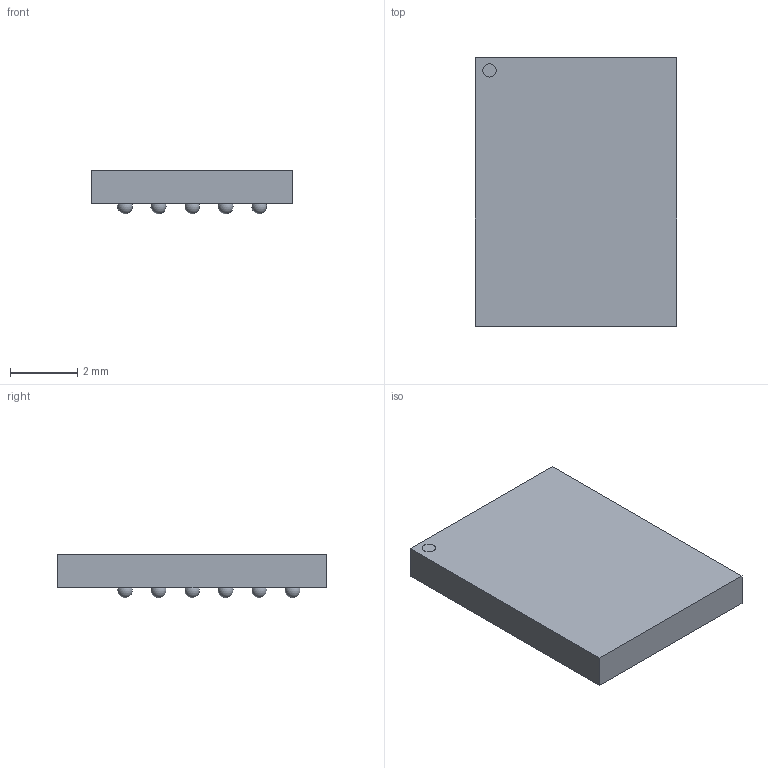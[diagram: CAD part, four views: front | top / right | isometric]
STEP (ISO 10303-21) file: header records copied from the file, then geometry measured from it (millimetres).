
FILE_DESCRIPTION(('FreeCAD Model'),'2;1');
FILE_NAME('Untitled.step', '2019-07-06T13:17:09',('Author'),(''), 'Open CASCADE STEP processor 6.8','FreeCAD','Unknown');
FILE_SCHEMA(('AUTOMOTIVE_DESIGN_CC2 { 1 2 10303 214 -1 1 5 4 }'));
Length unit declared in the file: millimetre
Products named in the file (4): ASSEMBLY; A1_Marker; Extrude; Array
Assembly tree (3 placements, depth 2):
  ASSEMBLY
    A1_Marker
    Extrude
    Array
Bounding box: 6 x 8 x 1.3 mm (x, y, z)
Volume: 49.4 mm3; surface area: 143.3 mm2
Topology: 32 solids, 32 shells, 39 faces, 105 edges, 70 vertices
Faces by surface type: sphere 30, plane 8, cylinder 1
Full cylindrical faces by diameter (mm): 0.4 x1
Entity records: 973 total; most frequent: DIRECTION 103, CARTESIAN_POINT 98, AXIS2_PLACEMENT_3D 45, VERTEX_POINT 40, ADVANCED_FACE 39, FACE_BOUND 39, STYLED_ITEM 39, PRESENTATION_STYLE_ASSIGNMENT 39
